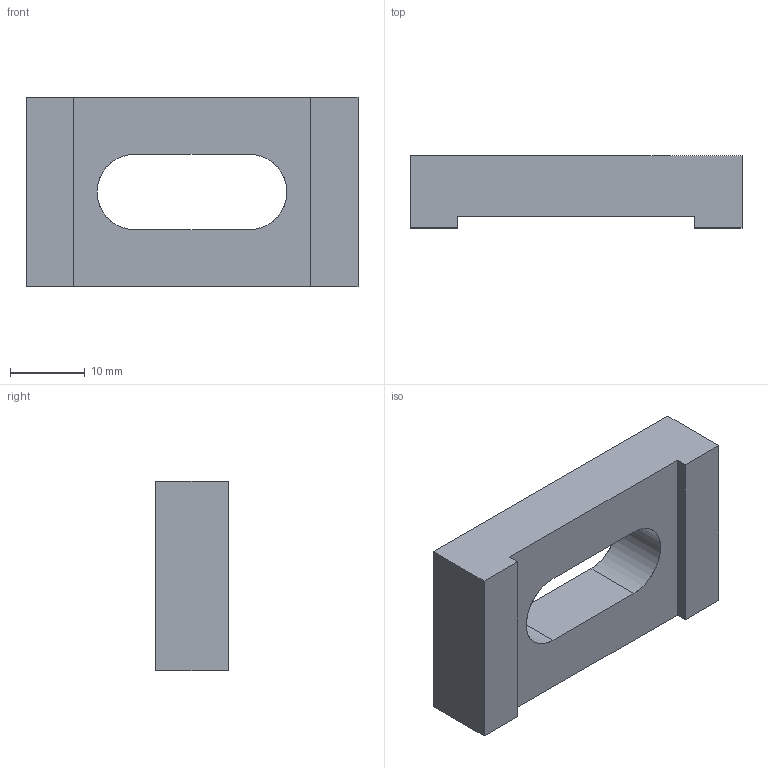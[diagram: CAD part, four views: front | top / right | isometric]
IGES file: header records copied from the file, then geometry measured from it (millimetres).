
Start section: SolidWorks IGES file using analytic representation for surfaces
Global section: file name: D1201154-v1_AdLIGO_AOS_SLC INTERFACE MOUNTING CLAMP_SMALL.IGS; native system: SolidWorks 2012; preprocessor: SolidWorks 2012; author: tnguyen; date: 120914.095409; units: inch
Bounding box: 44.45 x 9.65 x 25.4 mm (x, y, z)
Surface area: 3624.9 mm2 (no closed solid volume)
Topology: 0 solids, 0 shells, 14 faces, 132 edges, 132 vertices
Faces by surface type: bspline 12, revolution 2
